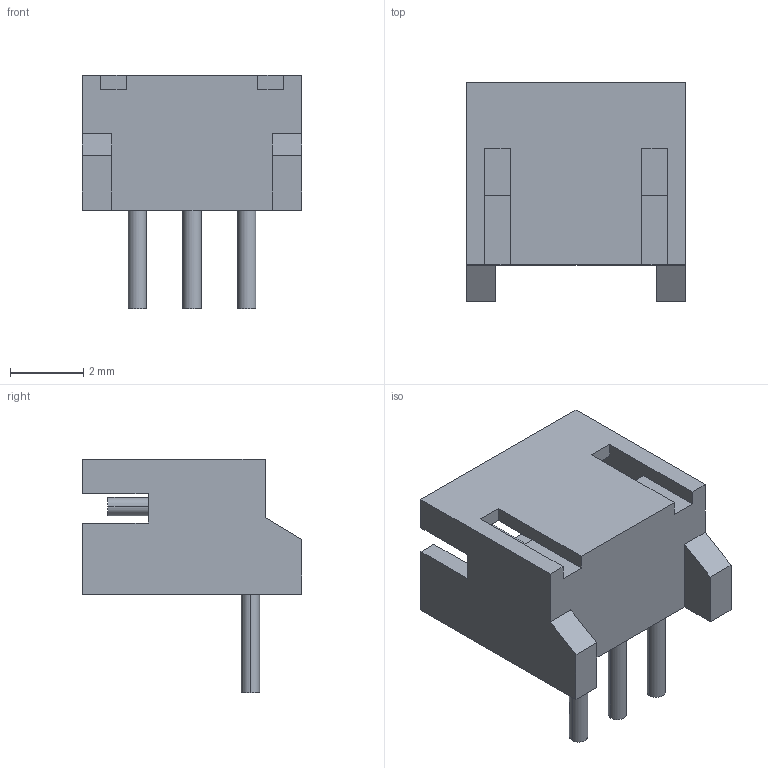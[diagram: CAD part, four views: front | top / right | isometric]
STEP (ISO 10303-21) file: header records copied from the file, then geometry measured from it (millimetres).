
FILE_DESCRIPTION((''),'2;1');
FILE_NAME('JST_S3B-ZR(LF)(SN).stp','2014-06-02T16:06:42',(''),(''),'Mechanical Desktop 2011','Mechanical Desktop 2011',', , ');
FILE_SCHEMA(('AUTOMOTIVE_DESIGN { 1 2 10303 214 1 1 1 1 }'));
Length unit declared in the file: millimetre
Products named in the file (1): Product
Bounding box: 6 x 6 x 6.4 mm (x, y, z)
Volume: 70 mm3; surface area: 227.4 mm2
Topology: 7 solids, 7 shells, 56 faces, 136 edges, 90 vertices
Faces by surface type: plane 44, cylinder 12
Entity records: 1682 total; most frequent: CARTESIAN_POINT 283, DIRECTION 274, ORIENTED_EDGE 272, EDGE_CURVE 136, VECTOR 112, LINE 112, VERTEX_POINT 90, AXIS2_PLACEMENT_3D 81
